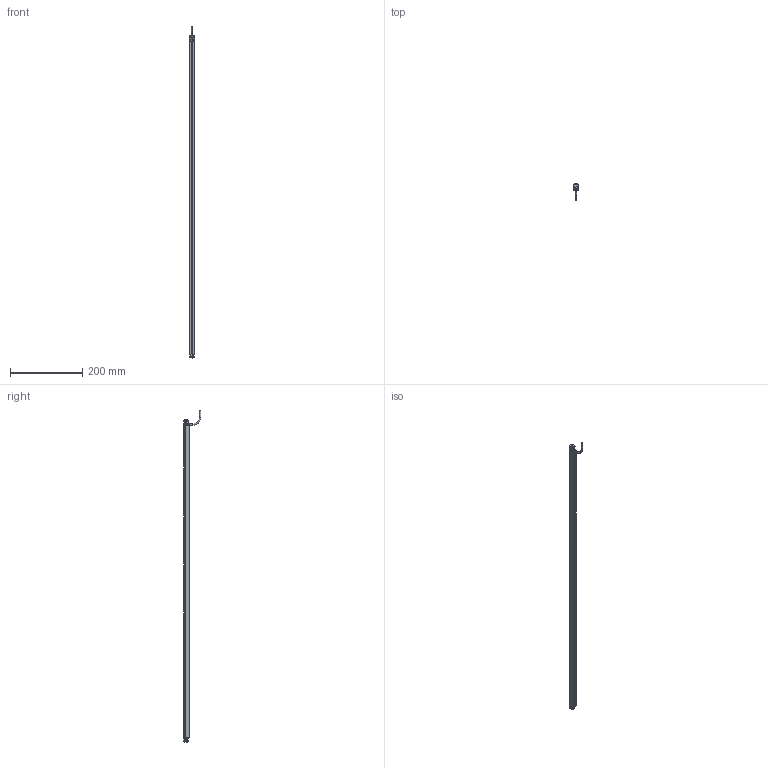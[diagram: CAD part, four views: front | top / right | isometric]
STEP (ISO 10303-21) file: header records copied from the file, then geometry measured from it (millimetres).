
FILE_DESCRIPTION((''),'2;1');
FILE_NAME('216852_ASM','2020-03-31T13:40:34',('PDMAdmin'),('BANNER ENGINEERING'),'CREO PARAMETRIC BY PTC INC, 2019292','CREO PARAMETRIC BY PTC INC, 2019292','');
FILE_SCHEMA(('CONFIG_CONTROL_DESIGN'));
Products named in the file (31): 214907_AF0; 213799_AF0; 213800_AF1; 213800_AF0_ASM; 213799_AF1; 213800_AF3; 213800_AF2_ASM; 213799_AF2; 213800_AF5; 213800_AF4_ASM; 213799_AF3; 213800_AF7; 213800_AF6_ASM; 213799_AF4; 213800_AF9; 213800_AF8_ASM; 213799_AF5; 213800_AF11; 213800_AF10_ASM; 213799_AF6; 213800_AF13; 213800_AF12_ASM; 213113_AF1; 213732_AF0; 213113_AF0_ASM; 212546_AF0; 212547_AF0; 212548_AF0; TTR_SPRING_ENDCAP_212548_AF0_ASM; TTR_WEB_CABLE_SNUB; 216852_ASM
Assembly tree (30 placements, depth 3):
  216852_ASM
    214907_AF0
    213800_AF0_ASM
      213799_AF0
      213800_AF1
    213800_AF2_ASM
      213799_AF1
      213800_AF3
    213800_AF4_ASM
      213799_AF2
      213800_AF5
    213800_AF6_ASM
      213799_AF3
      213800_AF7
    213800_AF8_ASM
      213799_AF4
      213800_AF9
    213800_AF10_ASM
      213799_AF5
      213800_AF11
    213800_AF12_ASM
      213799_AF6
      213800_AF13
    213113_AF0_ASM
      213113_AF1
      213732_AF0
    212546_AF0
    TTR_SPRING_ENDCAP_212548_AF0_ASM
      212547_AF0
      212548_AF0
    TTR_WEB_CABLE_SNUB
Bounding box: 12 x 49.1 x 922.2 mm (x, y, z)
Volume: 53131.2 mm3; surface area: 98158.1 mm2
Topology: 21 solids, 23 shells, 1612 faces, 4209 edges, 2608 vertices
Faces by surface type: bspline 554, plane 474, cylinder 373, cone 113, sphere 34, revolution 28, torus 20, extrusion 16
Entity records: 93224 total; most frequent: CARTESIAN_POINT 59207, ORIENTED_EDGE 8338, DIRECTION 4943, EDGE_CURVE 4179, VERTEX_POINT 2608, B_SPLINE_CURVE_WITH_KNOTS 2180, AXIS2_PLACEMENT_3D 1759, EDGE_LOOP 1651
